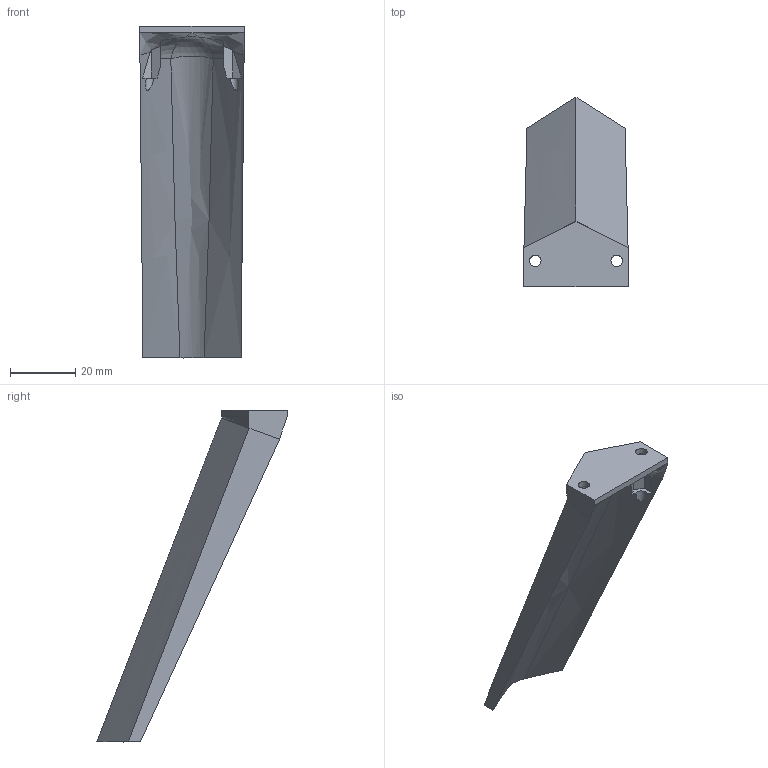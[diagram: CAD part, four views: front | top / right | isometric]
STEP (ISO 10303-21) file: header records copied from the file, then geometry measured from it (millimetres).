
FILE_DESCRIPTION(/* description */ (''),/* implementation_level */ '2;1');
FILE_NAME(/* name */ 'DB-09_Leg.step',/* time_stamp */ '2026-02-13T12:41:41+01:00',/* author */ (''),/* organization */ (''),/* preprocessor_version */ 'ST-DEVELOPER v20.1',/* originating_system */ 'Autodesk Translation Framework v14.24.0.0',/* authorisation */ '');
FILE_SCHEMA (('AUTOMOTIVE_DESIGN { 1 0 10303 214 3 1 1 }'));
Length unit declared in the file: millimetre
Products named in the file (1): DB-09_Leg
Bounding box: 32 x 58.42 x 102 mm (x, y, z)
Volume: 22667.6 mm3; surface area: 10595.2 mm2
Topology: 1 solids, 1 shells, 43 faces, 117 edges, 75 vertices
Faces by surface type: plane 26, bspline 12, cylinder 4, sphere 1
Full cylindrical faces by diameter (mm): 3.5 x2
Entity records: 1729 total; most frequent: CARTESIAN_POINT 698, ORIENTED_EDGE 232, DIRECTION 155, EDGE_CURVE 116, VERTEX_POINT 75, LINE 71, VECTOR 71, EDGE_LOOP 47
